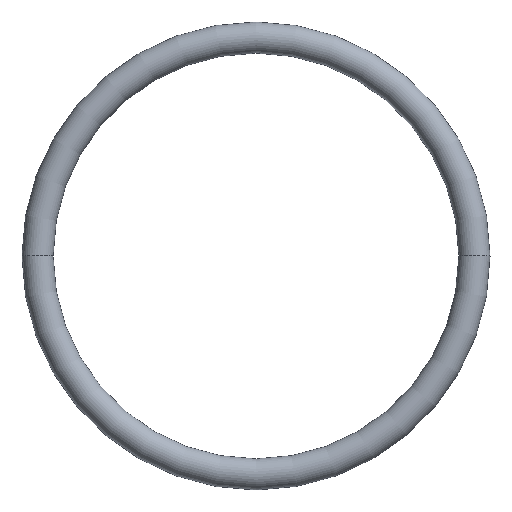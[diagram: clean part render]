
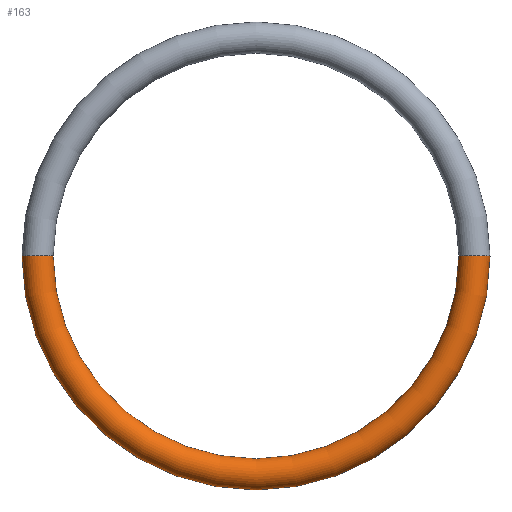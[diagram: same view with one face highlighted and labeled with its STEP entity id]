
A CAD part, top view. The second image highlights one B-rep face of the part: STEP entity #163.
In plain terms, the highlighted toroidal (fillet/blend) face has major radius 7 mm and minor radius 0.5 mm.
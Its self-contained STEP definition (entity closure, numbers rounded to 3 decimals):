
#2 = DIRECTION ( 'NONE',  ( 0., 0., 1. ) ) ;
#5 = CARTESIAN_POINT ( 'NONE',  ( -7., 0., 0. ) ) ;
#7 = DIRECTION ( 'NONE',  ( -1., 0., 0. ) ) ;
#11 = AXIS2_PLACEMENT_3D ( 'NONE', #152, #112, #113 ) ;
#17 = ORIENTED_EDGE ( 'NONE', *, *, #23, .F. ) ;
#18 = CARTESIAN_POINT ( 'NONE',  ( 0., 0., 0. ) ) ;
#19 = DIRECTION ( 'NONE',  ( 0., 1., 0. ) ) ;
#23 = EDGE_CURVE ( 'NONE', #31, #146, #148, .T. ) ;
#31 = VERTEX_POINT ( 'NONE', #107 ) ;
#33 = DIRECTION ( 'NONE',  ( 1., 0., 0. ) ) ;
#41 = DIRECTION ( 'NONE',  ( 0., 0., 1. ) ) ;
#58 = EDGE_CURVE ( 'NONE', #122, #31, #129, .T. ) ;
#67 = ORIENTED_EDGE ( 'NONE', *, *, #109, .T. ) ;
#78 = ORIENTED_EDGE ( 'NONE', *, *, #88, .T. ) ;
#80 = CARTESIAN_POINT ( 'NONE',  ( -7.5, 0., 0. ) ) ;
#87 = AXIS2_PLACEMENT_3D ( 'NONE', #164, #2, #33 ) ;
#88 = EDGE_CURVE ( 'NONE', #122, #180, #100, .T. ) ;
#89 = DIRECTION ( 'NONE',  ( 1., 0., 0. ) ) ;
#98 = FACE_OUTER_BOUND ( 'NONE', #154, .T. ) ;
#100 = CIRCLE ( 'NONE', #185, 7.5 ) ;
#107 = CARTESIAN_POINT ( 'NONE',  ( -6.5, 0., 0. ) ) ;
#109 = EDGE_CURVE ( 'NONE', #180, #146, #188, .T. ) ;
#112 = DIRECTION ( 'NONE',  ( 0., -1., 0. ) ) ;
#113 = DIRECTION ( 'NONE',  ( 0., 0., -1. ) ) ;
#116 = AXIS2_PLACEMENT_3D ( 'NONE', #143, #41, #89 ) ;
#122 = VERTEX_POINT ( 'NONE', #80 ) ;
#125 = ORIENTED_EDGE ( 'NONE', *, *, #58, .F. ) ;
#129 = CIRCLE ( 'NONE', #181, 0.5 ) ;
#143 = CARTESIAN_POINT ( 'NONE',  ( 0., 0., 0. ) ) ;
#146 = VERTEX_POINT ( 'NONE', #182 ) ;
#148 = CIRCLE ( 'NONE', #87, 6.5 ) ;
#152 = CARTESIAN_POINT ( 'NONE',  ( 7., 0., 0. ) ) ;
#154 = EDGE_LOOP ( 'NONE', ( #125, #78, #67, #17 ) ) ;
#155 = DIRECTION ( 'NONE',  ( 0., 0., 1. ) ) ;
#163 = ADVANCED_FACE ( 'NONE', ( #98 ), #192, .T. ) ;
#164 = CARTESIAN_POINT ( 'NONE',  ( 0., 0., 0. ) ) ;
#165 = DIRECTION ( 'NONE',  ( 1., 0., 0. ) ) ;
#166 = CARTESIAN_POINT ( 'NONE',  ( 7.5, 0., 0. ) ) ;
#180 = VERTEX_POINT ( 'NONE', #166 ) ;
#181 = AXIS2_PLACEMENT_3D ( 'NONE', #5, #19, #7 ) ;
#182 = CARTESIAN_POINT ( 'NONE',  ( 6.5, 0., 0. ) ) ;
#185 = AXIS2_PLACEMENT_3D ( 'NONE', #18, #155, #165 ) ;
#188 = CIRCLE ( 'NONE', #11, 0.5 ) ;
#192 = TOROIDAL_SURFACE ( 'NONE', #116, 7., 0.5 ) ;
